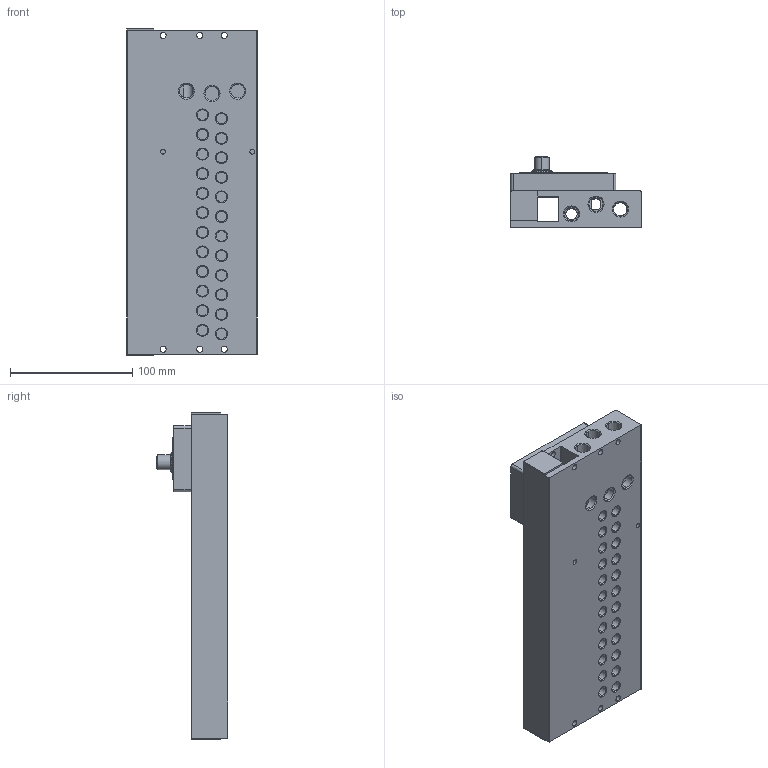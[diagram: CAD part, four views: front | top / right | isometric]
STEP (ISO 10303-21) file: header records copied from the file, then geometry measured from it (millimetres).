
FILE_DESCRIPTION (( 'STEP AP203' ), '1' );
FILE_NAME ('ES2VB-12F-06LK16.STEP', '2022-08-02T06:17:40', ( '' ), ( '' ), 'SwSTEP 2.0', 'SolidWorks 2022', '' );
FILE_SCHEMA (( 'CONFIG_CONTROL_DESIGN' ));
Length unit declared in the file: millimetre
Products named in the file (1): ES2VB-12F-06LK16
Bounding box: 106.7 x 58.4 x 267 mm (x, y, z)
Volume: 739544 mm3; surface area: 137375.3 mm2
Topology: 1 solids, 1 shells, 439 faces, 1002 edges, 636 vertices
Faces by surface type: cylinder 188, cone 126, plane 113, bspline 12
Entity records: 12823 total; most frequent: DIRECTION 2412, CARTESIAN_POINT 2342, ORIENTED_EDGE 2004, EDGE_CURVE 1002, AXIS2_PLACEMENT_3D 998, VERTEX_POINT 636, CIRCLE 570, EDGE_LOOP 538
